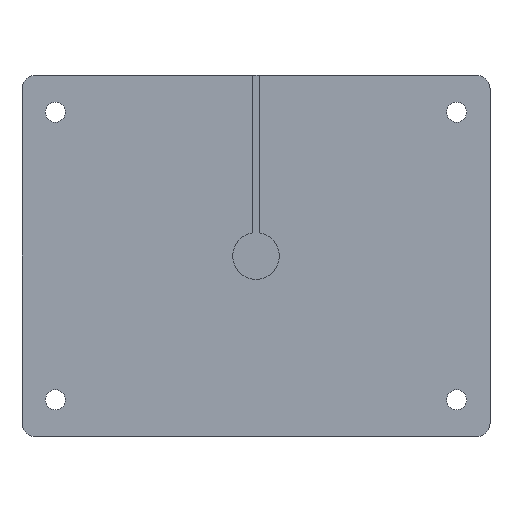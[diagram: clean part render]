
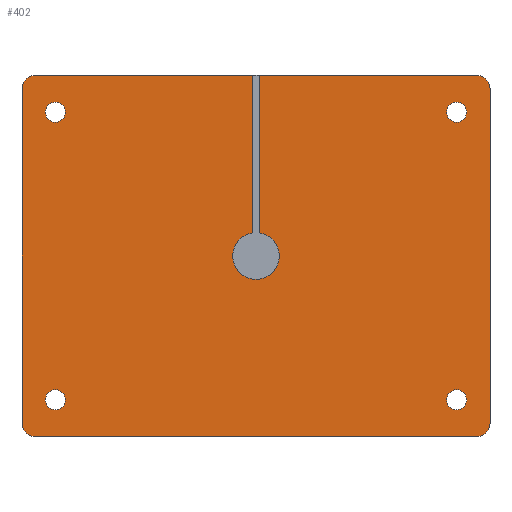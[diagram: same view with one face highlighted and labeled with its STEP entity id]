
A CAD part, front view. The second image highlights one B-rep face of the part: STEP entity #402.
In plain terms, the highlighted planar face has unit normal (0, -1, 0).
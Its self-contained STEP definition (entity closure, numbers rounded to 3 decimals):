
#28=FACE_BOUND('',#79,.T.);
#29=FACE_BOUND('',#80,.T.);
#30=FACE_BOUND('',#81,.T.);
#31=FACE_BOUND('',#82,.T.);
#35=PLANE('',#460);
#52=FACE_OUTER_BOUND('',#78,.T.);
#78=EDGE_LOOP('',(#327,#328,#329,#330,#331,#332,#333,#334,#335,#336,#337,
#338));
#79=EDGE_LOOP('',(#339));
#80=EDGE_LOOP('',(#340));
#81=EDGE_LOOP('',(#341));
#82=EDGE_LOOP('',(#342));
#106=LINE('',#664,#140);
#112=LINE('',#676,#146);
#113=LINE('',#680,#147);
#114=LINE('',#684,#148);
#115=LINE('',#688,#149);
#116=LINE('',#692,#150);
#117=LINE('',#695,#151);
#140=VECTOR('',#544,10.);
#146=VECTOR('',#552,10.);
#147=VECTOR('',#557,10.);
#148=VECTOR('',#560,10.);
#149=VECTOR('',#563,10.);
#150=VECTOR('',#566,10.);
#151=VECTOR('',#569,10.);
#170=CIRCLE('',#445,1.5);
#172=CIRCLE('',#449,1.5);
#174=CIRCLE('',#453,1.5);
#176=CIRCLE('',#457,1.5);
#177=CIRCLE('',#461,3.5);
#178=CIRCLE('',#462,2.);
#179=CIRCLE('',#463,2.);
#180=CIRCLE('',#464,2.);
#181=CIRCLE('',#465,2.);
#196=VERTEX_POINT('',#632);
#198=VERTEX_POINT('',#640);
#200=VERTEX_POINT('',#648);
#202=VERTEX_POINT('',#656);
#203=VERTEX_POINT('',#660);
#205=VERTEX_POINT('',#663);
#208=VERTEX_POINT('',#670);
#210=VERTEX_POINT('',#674);
#211=VERTEX_POINT('',#679);
#212=VERTEX_POINT('',#681);
#213=VERTEX_POINT('',#683);
#214=VERTEX_POINT('',#685);
#215=VERTEX_POINT('',#687);
#216=VERTEX_POINT('',#689);
#217=VERTEX_POINT('',#691);
#218=VERTEX_POINT('',#693);
#234=EDGE_CURVE('',#196,#196,#170,.T.);
#238=EDGE_CURVE('',#198,#198,#172,.T.);
#242=EDGE_CURVE('',#200,#200,#174,.T.);
#246=EDGE_CURVE('',#202,#202,#176,.T.);
#248=EDGE_CURVE('',#205,#203,#106,.T.);
#254=EDGE_CURVE('',#208,#210,#112,.T.);
#255=EDGE_CURVE('',#203,#208,#177,.T.);
#256=EDGE_CURVE('',#211,#210,#113,.T.);
#257=EDGE_CURVE('',#212,#211,#178,.T.);
#258=EDGE_CURVE('',#213,#212,#114,.T.);
#259=EDGE_CURVE('',#214,#213,#179,.T.);
#260=EDGE_CURVE('',#215,#214,#115,.T.);
#261=EDGE_CURVE('',#216,#215,#180,.T.);
#262=EDGE_CURVE('',#217,#216,#116,.T.);
#263=EDGE_CURVE('',#218,#217,#181,.T.);
#264=EDGE_CURVE('',#205,#218,#117,.T.);
#327=ORIENTED_EDGE('',*,*,#248,.T.);
#328=ORIENTED_EDGE('',*,*,#255,.T.);
#329=ORIENTED_EDGE('',*,*,#254,.T.);
#330=ORIENTED_EDGE('',*,*,#256,.F.);
#331=ORIENTED_EDGE('',*,*,#257,.F.);
#332=ORIENTED_EDGE('',*,*,#258,.F.);
#333=ORIENTED_EDGE('',*,*,#259,.F.);
#334=ORIENTED_EDGE('',*,*,#260,.F.);
#335=ORIENTED_EDGE('',*,*,#261,.F.);
#336=ORIENTED_EDGE('',*,*,#262,.F.);
#337=ORIENTED_EDGE('',*,*,#263,.F.);
#338=ORIENTED_EDGE('',*,*,#264,.F.);
#339=ORIENTED_EDGE('',*,*,#242,.F.);
#340=ORIENTED_EDGE('',*,*,#246,.F.);
#341=ORIENTED_EDGE('',*,*,#234,.F.);
#342=ORIENTED_EDGE('',*,*,#238,.F.);
#402=ADVANCED_FACE('',(#52,#28,#29,#30,#31),#35,.F.);
#445=AXIS2_PLACEMENT_3D('',#634,#509,#510);
#449=AXIS2_PLACEMENT_3D('',#642,#519,#520);
#453=AXIS2_PLACEMENT_3D('',#650,#529,#530);
#457=AXIS2_PLACEMENT_3D('',#658,#539,#540);
#460=AXIS2_PLACEMENT_3D('',#677,#553,#554);
#461=AXIS2_PLACEMENT_3D('',#678,#555,#556);
#462=AXIS2_PLACEMENT_3D('',#682,#558,#559);
#463=AXIS2_PLACEMENT_3D('',#686,#561,#562);
#464=AXIS2_PLACEMENT_3D('',#690,#564,#565);
#465=AXIS2_PLACEMENT_3D('',#694,#567,#568);
#509=DIRECTION('center_axis',(0.,-1.,0.));
#510=DIRECTION('ref_axis',(1.,0.,0.));
#519=DIRECTION('center_axis',(0.,-1.,0.));
#520=DIRECTION('ref_axis',(1.,0.,0.));
#529=DIRECTION('center_axis',(0.,-1.,0.));
#530=DIRECTION('ref_axis',(1.,0.,0.));
#539=DIRECTION('center_axis',(0.,-1.,0.));
#540=DIRECTION('ref_axis',(1.,0.,0.));
#544=DIRECTION('',(0.,0.,-1.));
#552=DIRECTION('',(0.,0.,1.));
#553=DIRECTION('center_axis',(0.,1.,0.));
#554=DIRECTION('ref_axis',(0.,0.,1.));
#555=DIRECTION('center_axis',(0.,1.,0.));
#556=DIRECTION('ref_axis',(1.,0.,0.));
#557=DIRECTION('',(1.,0.,0.));
#558=DIRECTION('center_axis',(0.,1.,0.));
#559=DIRECTION('ref_axis',(-0.707,0.,0.707));
#560=DIRECTION('',(0.,0.,1.));
#561=DIRECTION('center_axis',(0.,1.,0.));
#562=DIRECTION('ref_axis',(-0.707,0.,-0.707));
#563=DIRECTION('',(-1.,0.,0.));
#564=DIRECTION('center_axis',(0.,1.,0.));
#565=DIRECTION('ref_axis',(0.707,0.,-0.707));
#566=DIRECTION('',(0.,0.,-1.));
#567=DIRECTION('center_axis',(0.,1.,0.));
#568=DIRECTION('ref_axis',(0.707,0.,0.707));
#569=DIRECTION('',(1.,0.,0.));
#632=CARTESIAN_POINT('',(28.5,0.,-21.5));
#634=CARTESIAN_POINT('Origin',(30.,0.,-21.5));
#640=CARTESIAN_POINT('',(28.5,0.,21.5));
#642=CARTESIAN_POINT('Origin',(30.,0.,21.5));
#648=CARTESIAN_POINT('',(-31.5,0.,21.5));
#650=CARTESIAN_POINT('Origin',(-30.,0.,21.5));
#656=CARTESIAN_POINT('',(-31.5,0.,-21.5));
#658=CARTESIAN_POINT('Origin',(-30.,0.,-21.5));
#660=CARTESIAN_POINT('',(0.5,0.,3.464));
#663=CARTESIAN_POINT('',(0.5,0.,27.));
#664=CARTESIAN_POINT('',(0.5,0.,13.5));
#670=CARTESIAN_POINT('',(-0.5,0.,3.464));
#674=CARTESIAN_POINT('',(-0.5,0.,27.));
#676=CARTESIAN_POINT('',(-0.5,0.,0.));
#677=CARTESIAN_POINT('Origin',(0.,0.,0.));
#678=CARTESIAN_POINT('Origin',(0.,0.,0.));
#679=CARTESIAN_POINT('',(-33.,0.,27.));
#680=CARTESIAN_POINT('',(-35.,0.,27.));
#681=CARTESIAN_POINT('',(-35.,0.,25.));
#682=CARTESIAN_POINT('Origin',(-33.,0.,25.));
#683=CARTESIAN_POINT('',(-35.,0.,-25.));
#684=CARTESIAN_POINT('',(-35.,0.,-27.));
#685=CARTESIAN_POINT('',(-33.,0.,-27.));
#686=CARTESIAN_POINT('Origin',(-33.,0.,-25.));
#687=CARTESIAN_POINT('',(33.,0.,-27.));
#688=CARTESIAN_POINT('',(35.,0.,-27.));
#689=CARTESIAN_POINT('',(35.,0.,-25.));
#690=CARTESIAN_POINT('Origin',(33.,0.,-25.));
#691=CARTESIAN_POINT('',(35.,0.,25.));
#692=CARTESIAN_POINT('',(35.,0.,27.));
#693=CARTESIAN_POINT('',(33.,0.,27.));
#694=CARTESIAN_POINT('Origin',(33.,0.,25.));
#695=CARTESIAN_POINT('',(-35.,0.,27.));
